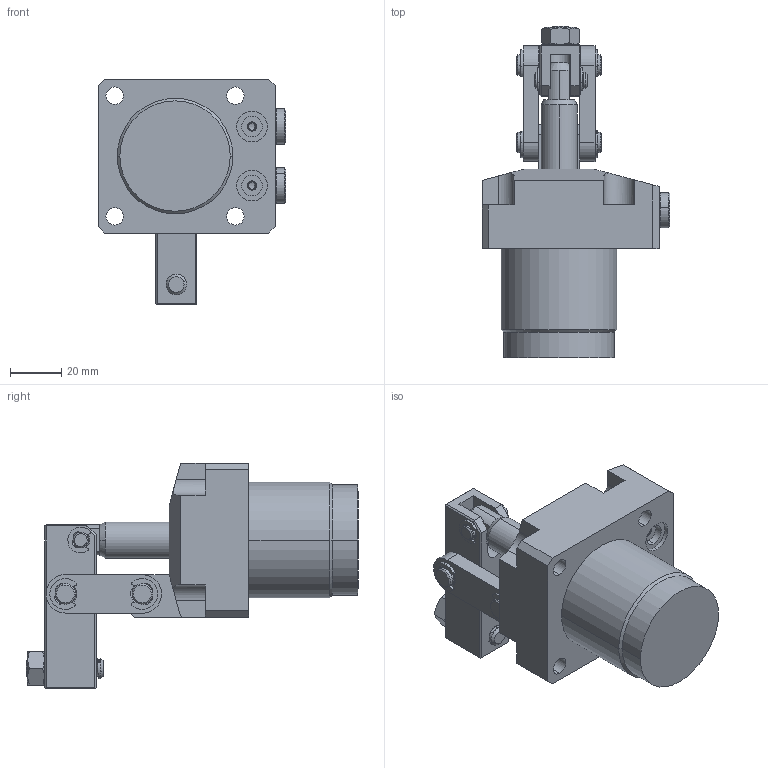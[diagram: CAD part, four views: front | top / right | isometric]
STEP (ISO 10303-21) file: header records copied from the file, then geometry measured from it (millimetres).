
FILE_DESCRIPTION (( 'STEP AP214' ), '1' );
FILE_NAME ('CCLW06-R高压紧凑杠杆式油压缸三维图.STEP', '2019-04-11T08:37:47', ( '' ), ( '' ), 'SwSTEP 2.0', 'SolidWorks 2016', '' );
FILE_SCHEMA (( 'AUTOMOTIVE_DESIGN' ));
Length unit declared in the file: millimetre
Products named in the file (12): e rings gb_GB_CONNECTING_PIECE_RINGS_HR 5; CBLU35酗种; CBLU35傻种; CBLU35揤旋; CLW06活塞杆; G8煦1蹟恇黑芛; CCLW-06R-BT; CBLU35蟀裝; hex nuts, style 1-grades ab gb_GB_FASTENER_NUT_SNAB1 M8-N; CCLW06-R高压紧凑杠杆式油压缸三维图; M8蹟翐; e rings gb_GB_CONNECTING_PIECE_RINGS_HR 6
Assembly tree (18 placements, depth 2):
  CCLW06-R高压紧凑杠杆式油压缸三维图
    CCLW-06R-BT
    G8煦1蹟恇黑芛  x2
    CLW06活塞杆
    CBLU35蟀裝  x2
    CBLU35揤旋
    CBLU35傻种
    CBLU35酗种  x2
    e rings gb_GB_CONNECTING_PIECE_RINGS_HR 5  x2
    e rings gb_GB_CONNECTING_PIECE_RINGS_HR 6  x4
    M8蹟翐
    hex nuts, style 1-grades ab gb_GB_FASTENER_NUT_SNAB1 M8-N
Bounding box: 73.2 x 129.3 x 88 mm (x, y, z)
Volume: 206702 mm3; surface area: 49101.7 mm2
Topology: 18 solids, 18 shells, 666 faces, 1686 edges, 1083 vertices
Faces by surface type: cylinder 356, plane 211, cone 74, bspline 21, torus 4
Entity records: 22394 total; most frequent: CARTESIAN_POINT 10765, ORIENTED_EDGE 2462, DIRECTION 2229, EDGE_CURVE 1231, AXIS2_PLACEMENT_3D 822, VERTEX_POINT 791, VECTOR 585, LINE 585
